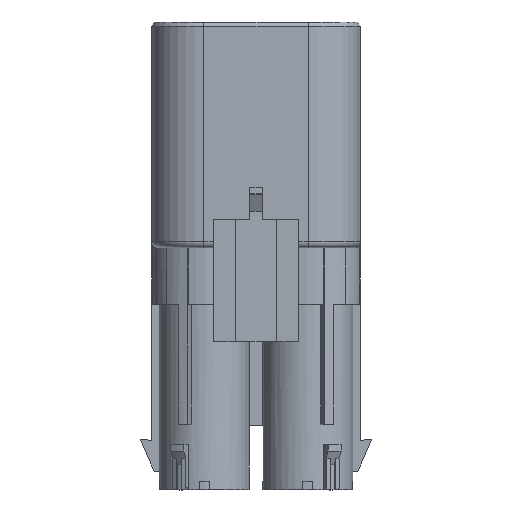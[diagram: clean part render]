
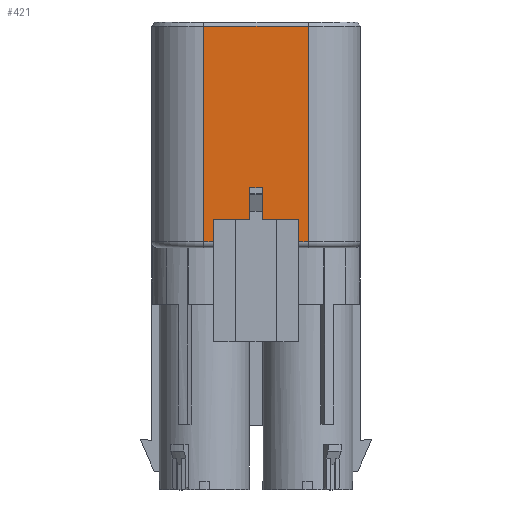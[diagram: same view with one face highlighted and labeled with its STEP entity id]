
A CAD part, front view. The second image highlights one B-rep face of the part: STEP entity #421.
In plain terms, the highlighted planar face has unit normal (0, -1, 0).
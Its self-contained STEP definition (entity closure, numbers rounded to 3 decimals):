
#421=ADVANCED_FACE('',(#1104),#805,.T.);
#805=PLANE('',#7615);
#1104=FACE_OUTER_BOUND('',#1486,.T.);
#1486=EDGE_LOOP('',(#1999,#2000,#2001,#2002,#2003,#2004,#2005,#2006,#2007,
#2008,#2009,#2010));
#1999=ORIENTED_EDGE('',*,*,#4927,.F.);
#2000=ORIENTED_EDGE('',*,*,#4928,.F.);
#2001=ORIENTED_EDGE('',*,*,#4929,.F.);
#2002=ORIENTED_EDGE('',*,*,#4930,.T.);
#2003=ORIENTED_EDGE('',*,*,#4931,.F.);
#2004=ORIENTED_EDGE('',*,*,#4932,.F.);
#2005=ORIENTED_EDGE('',*,*,#4933,.F.);
#2006=ORIENTED_EDGE('',*,*,#4934,.F.);
#2007=ORIENTED_EDGE('',*,*,#4935,.F.);
#2008=ORIENTED_EDGE('',*,*,#4936,.T.);
#2009=ORIENTED_EDGE('',*,*,#4937,.F.);
#2010=ORIENTED_EDGE('',*,*,#4938,.F.);
#4196=VERTEX_POINT('',#10526);
#4197=VERTEX_POINT('',#10527);
#4198=VERTEX_POINT('',#10529);
#4199=VERTEX_POINT('',#10531);
#4200=VERTEX_POINT('',#10533);
#4201=VERTEX_POINT('',#10535);
#4202=VERTEX_POINT('',#10537);
#4203=VERTEX_POINT('',#10539);
#4204=VERTEX_POINT('',#10541);
#4205=VERTEX_POINT('',#10543);
#4206=VERTEX_POINT('',#10545);
#4207=VERTEX_POINT('',#10547);
#4927=EDGE_CURVE('',#4196,#4197,#6008,.T.);
#4928=EDGE_CURVE('',#4198,#4196,#6009,.T.);
#4929=EDGE_CURVE('',#4199,#4198,#6010,.T.);
#4930=EDGE_CURVE('',#4199,#4200,#6011,.T.);
#4931=EDGE_CURVE('',#4201,#4200,#6012,.T.);
#4932=EDGE_CURVE('',#4202,#4201,#6013,.T.);
#4933=EDGE_CURVE('',#4203,#4202,#6014,.T.);
#4934=EDGE_CURVE('',#4204,#4203,#6015,.T.);
#4935=EDGE_CURVE('',#4205,#4204,#6016,.T.);
#4936=EDGE_CURVE('',#4205,#4206,#6017,.T.);
#4937=EDGE_CURVE('',#4207,#4206,#6018,.T.);
#4938=EDGE_CURVE('',#4197,#4207,#6019,.T.);
#6008=LINE('',#10525,#6846);
#6009=LINE('',#10528,#6847);
#6010=LINE('',#10530,#6848);
#6011=LINE('',#10532,#6849);
#6012=LINE('',#10534,#6850);
#6013=LINE('',#10536,#6851);
#6014=LINE('',#10538,#6852);
#6015=LINE('',#10540,#6853);
#6016=LINE('',#10542,#6854);
#6017=LINE('',#10544,#6855);
#6018=LINE('',#10546,#6856);
#6019=LINE('',#10548,#6857);
#6846=VECTOR('',#8348,1.);
#6847=VECTOR('',#8349,1.);
#6848=VECTOR('',#8350,1.);
#6849=VECTOR('',#8351,1.);
#6850=VECTOR('',#8352,1.);
#6851=VECTOR('',#8353,1.);
#6852=VECTOR('',#8354,1.);
#6853=VECTOR('',#8355,1.);
#6854=VECTOR('',#8356,1.);
#6855=VECTOR('',#8357,1.);
#6856=VECTOR('',#8358,1.);
#6857=VECTOR('',#8359,1.);
#7615=AXIS2_PLACEMENT_3D('',#10549,#8360,#8361);
#8348=DIRECTION('',(-1.,0.,0.));
#8349=DIRECTION('',(0.,0.,-1.));
#8350=DIRECTION('',(-1.,0.,0.));
#8351=DIRECTION('',(0.,0.,-1.));
#8352=DIRECTION('',(-1.,0.,0.));
#8353=DIRECTION('',(0.,0.,1.));
#8354=DIRECTION('',(-1.,0.,0.));
#8355=DIRECTION('',(0.,0.,-1.));
#8356=DIRECTION('',(1.,0.,0.));
#8357=DIRECTION('',(0.,0.,-1.));
#8358=DIRECTION('',(-1.,0.,0.));
#8359=DIRECTION('',(0.,0.,-1.));
#8360=DIRECTION('',(0.,-1.,0.));
#8361=DIRECTION('',(-1.,0.,0.));
#10525=CARTESIAN_POINT('',(-8.35,-13.15,-31.5));
#10526=CARTESIAN_POINT('',(-1.,-13.15,-31.5));
#10527=CARTESIAN_POINT('',(-6.8,-13.15,-31.5));
#10528=CARTESIAN_POINT('',(-1.,-13.15,-26.731));
#10529=CARTESIAN_POINT('',(-1.,-13.15,-26.531));
#10530=CARTESIAN_POINT('',(0.8,-13.15,-26.531));
#10531=CARTESIAN_POINT('',(1.,-13.15,-26.531));
#10532=CARTESIAN_POINT('',(1.,-13.15,-26.731));
#10533=CARTESIAN_POINT('',(1.,-13.15,-31.5));
#10534=CARTESIAN_POINT('',(-8.35,-13.15,-31.5));
#10535=CARTESIAN_POINT('',(6.8,-13.15,-31.5));
#10536=CARTESIAN_POINT('',(6.8,-13.15,0.));
#10537=CARTESIAN_POINT('',(6.8,-13.15,-35.));
#10538=CARTESIAN_POINT('',(8.35,-13.15,-35.));
#10539=CARTESIAN_POINT('',(8.35,-13.15,-35.));
#10540=CARTESIAN_POINT('',(8.35,-13.15,-0.7));
#10541=CARTESIAN_POINT('',(8.35,-13.15,-0.7));
#10542=CARTESIAN_POINT('',(-8.35,-13.15,-0.7));
#10543=CARTESIAN_POINT('',(-8.35,-13.15,-0.7));
#10544=CARTESIAN_POINT('',(-8.35,-13.15,-0.7));
#10545=CARTESIAN_POINT('',(-8.35,-13.15,-35.));
#10546=CARTESIAN_POINT('',(-6.8,-13.15,-35.));
#10547=CARTESIAN_POINT('',(-6.8,-13.15,-35.));
#10548=CARTESIAN_POINT('',(-6.8,-13.15,0.));
#10549=CARTESIAN_POINT('',(-8.35,-13.15,0.));
